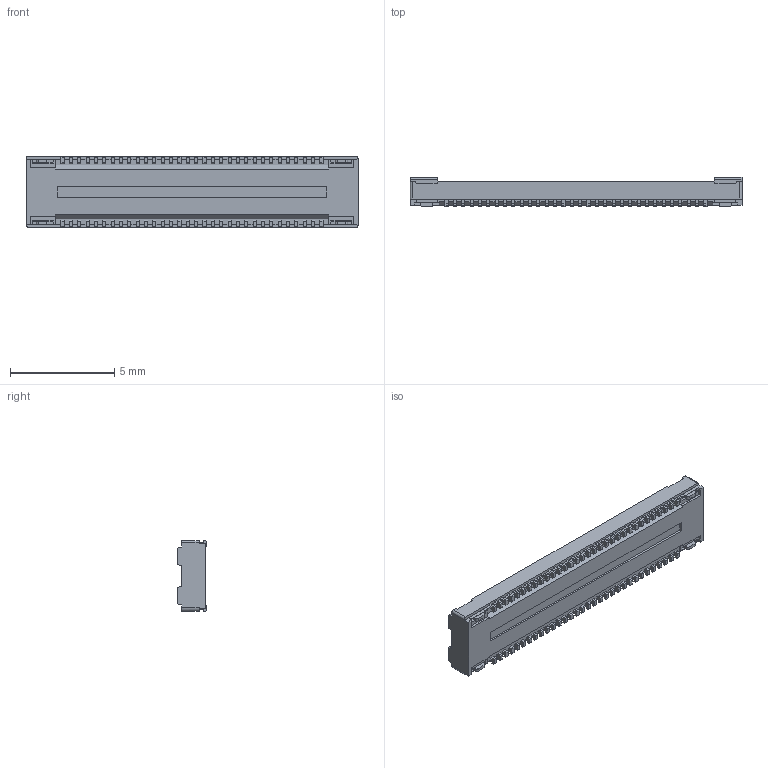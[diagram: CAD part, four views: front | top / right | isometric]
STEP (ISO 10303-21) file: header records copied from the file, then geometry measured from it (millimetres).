
FILE_DESCRIPTION((''),'2;1');
FILE_NAME('513386473','2019-05-22T',('gga'),(''),'PRO/ENGINEER BY PARAMETRIC TECHNOLOGY CORPORATION, 2016010','PRO/ENGINEER BY PARAMETRIC TECHNOLOGY CORPORATION, 2016010','');
FILE_SCHEMA(('CONFIG_CONTROL_DESIGN'));
Length unit declared in the file: millimetre
Products named in the file (1): 513386473
Bounding box: 15.9 x 1.4 x 3.4 mm (x, y, z)
Volume: 42.5 mm3; surface area: 243.6 mm2
Topology: 1 solids, 1 shells, 1307 faces, 3952 edges, 2709 vertices
Faces by surface type: plane 1207, cylinder 92, cone 8
Entity records: 43204 total; most frequent: CARTESIAN_POINT 7727, ORIENTED_EDGE 7360, DIRECTION 6749, VECTOR 3755, LINE 3755, EDGE_CURVE 3680, VERTEX_POINT 2437, AXIS2_PLACEMENT_3D 1497
